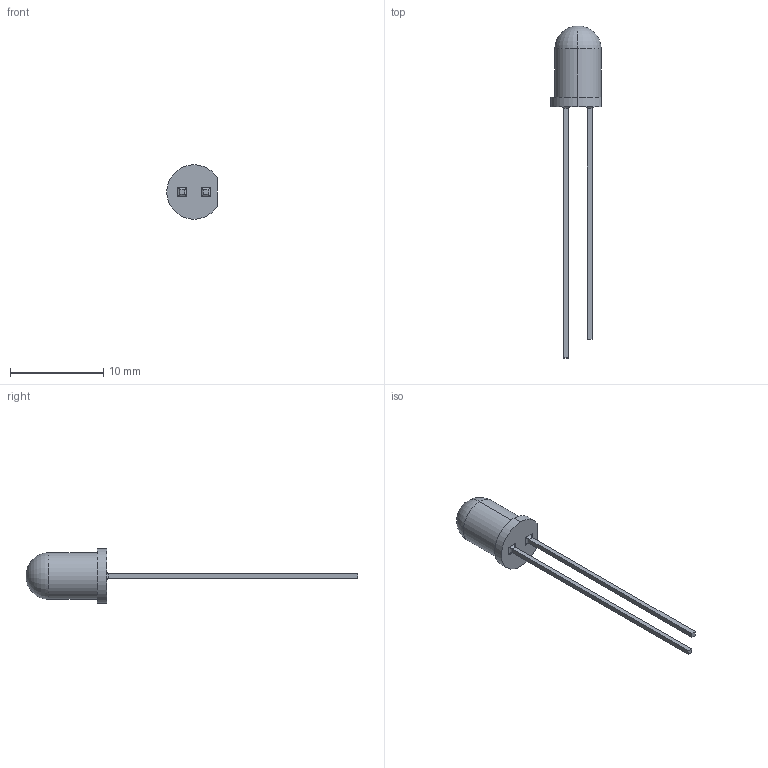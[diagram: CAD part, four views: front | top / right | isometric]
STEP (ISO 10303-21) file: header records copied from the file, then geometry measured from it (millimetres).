
FILE_DESCRIPTION (( 'STEP AP214' ), '1' );
FILE_NAME ('Blue_LED_5mm_STEP.STEP', '2025-05-20T23:14:01', ( '' ), ( '' ), 'SwSTEP 2.0', 'SolidWorks 2024', '' );
FILE_SCHEMA (( 'AUTOMOTIVE_DESIGN' ));
Length unit declared in the file: millimetre
Products named in the file (1): Blue_LED_5mm_STEP
Bounding box: 5.42 x 35.65 x 5.85 mm (x, y, z)
Volume: 173.5 mm3; surface area: 274.9 mm2
Topology: 1 solids, 1 shells, 29 faces, 64 edges, 39 vertices
Faces by surface type: plane 14, cylinder 13, torus 2
Entity records: 808 total; most frequent: CARTESIAN_POINT 157, DIRECTION 131, ORIENTED_EDGE 128, EDGE_CURVE 64, AXIS2_PLACEMENT_3D 45, LINE 41, VECTOR 41, VERTEX_POINT 39
